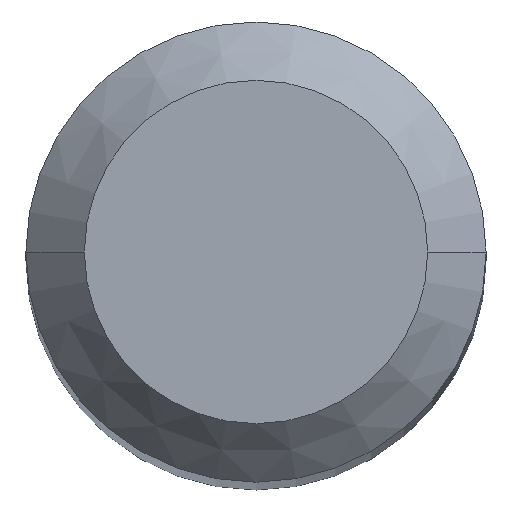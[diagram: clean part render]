
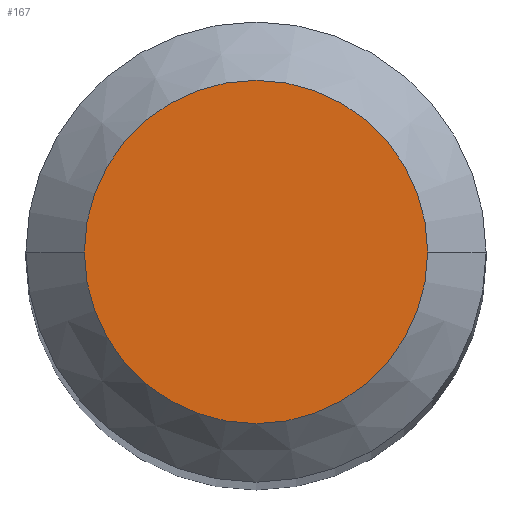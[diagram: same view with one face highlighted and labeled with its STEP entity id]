
A CAD part, top view. The second image highlights one B-rep face of the part: STEP entity #167.
In plain terms, the highlighted planar face has unit normal (0, 0, 1).
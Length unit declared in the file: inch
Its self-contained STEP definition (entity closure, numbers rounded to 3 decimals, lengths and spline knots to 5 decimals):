
#11 = EDGE_LOOP ( 'NONE', ( #66, #248 ) ) ;
#13 = AXIS2_PLACEMENT_3D ( 'NONE', #28, #284, #57 ) ;
#28 = CARTESIAN_POINT ( 'NONE',  ( 0., 0., 1.49606 ) ) ;
#50 = FACE_OUTER_BOUND ( 'NONE', #11, .T. ) ;
#57 = DIRECTION ( 'NONE',  ( 1., 0., 0. ) ) ;
#59 = DIRECTION ( 'NONE',  ( 1., 0., 0. ) ) ;
#66 = ORIENTED_EDGE ( 'NONE', *, *, #279, .T. ) ;
#77 = DIRECTION ( 'NONE',  ( 0., 0., 1. ) ) ;
#81 = AXIS2_PLACEMENT_3D ( 'NONE', #278, #77, #59 ) ;
#122 = CARTESIAN_POINT ( 'NONE',  ( 0.04405, 0., 1.49606 ) ) ;
#148 = PLANE ( 'NONE',  #81 ) ;
#153 = CIRCLE ( 'NONE', #13, 0.04405 ) ;
#163 = VERTEX_POINT ( 'NONE', #122 ) ;
#167 = ADVANCED_FACE ( 'NONE', ( #50 ), #148, .T. ) ;
#175 = CIRCLE ( 'NONE', #298, 0.04405 ) ;
#177 = DIRECTION ( 'NONE',  ( 1., 0., 0. ) ) ;
#182 = VERTEX_POINT ( 'NONE', #243 ) ;
#194 = CARTESIAN_POINT ( 'NONE',  ( 0., 0., 1.49606 ) ) ;
#209 = EDGE_CURVE ( 'NONE', #163, #182, #153, .T. ) ;
#243 = CARTESIAN_POINT ( 'NONE',  ( -0.04405, 0., 1.49606 ) ) ;
#248 = ORIENTED_EDGE ( 'NONE', *, *, #209, .T. ) ;
#278 = CARTESIAN_POINT ( 'NONE',  ( 0., 0., 1.49606 ) ) ;
#279 = EDGE_CURVE ( 'NONE', #182, #163, #175, .T. ) ;
#283 = DIRECTION ( 'NONE',  ( 0., 0., 1. ) ) ;
#284 = DIRECTION ( 'NONE',  ( 0., 0., 1. ) ) ;
#298 = AXIS2_PLACEMENT_3D ( 'NONE', #194, #283, #177 ) ;
